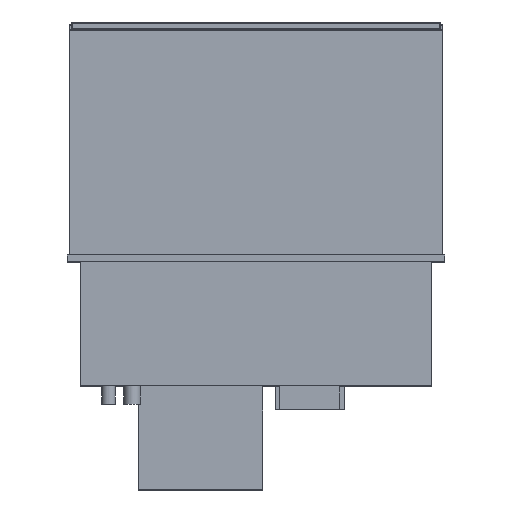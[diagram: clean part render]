
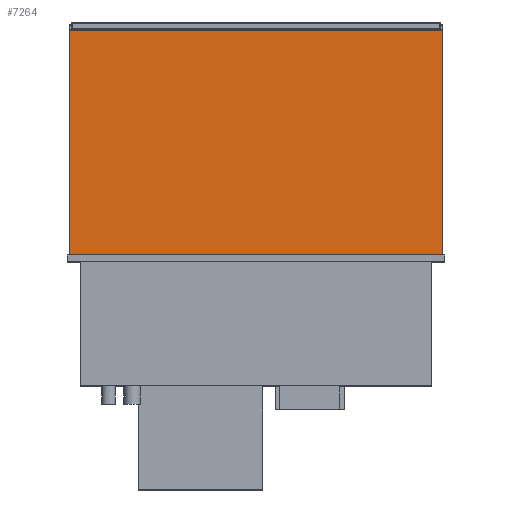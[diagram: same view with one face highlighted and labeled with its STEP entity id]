
A CAD part, top view. The second image highlights one B-rep face of the part: STEP entity #7264.
In plain terms, the highlighted planar face has unit normal (0, 0, 1).
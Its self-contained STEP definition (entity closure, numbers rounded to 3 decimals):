
#542=FACE_OUTER_BOUND('',#976,.T.);
#976=EDGE_LOOP('',(#6187,#6188,#6189,#6190));
#1804=LINE('',#11459,#2730);
#1822=LINE('',#11494,#2748);
#1823=LINE('',#11497,#2749);
#1824=LINE('',#11498,#2750);
#2730=VECTOR('',#9413,10.);
#2748=VECTOR('',#9445,10.);
#2749=VECTOR('',#9448,10.);
#2750=VECTOR('',#9449,10.);
#3445=VERTEX_POINT('',#11452);
#3448=VERTEX_POINT('',#11457);
#3458=VERTEX_POINT('',#11492);
#3459=VERTEX_POINT('',#11496);
#4372=EDGE_CURVE('',#3448,#3445,#1804,.T.);
#4390=EDGE_CURVE('',#3458,#3445,#1822,.T.);
#4391=EDGE_CURVE('',#3459,#3458,#1823,.T.);
#4392=EDGE_CURVE('',#3459,#3448,#1824,.T.);
#6187=ORIENTED_EDGE('',*,*,#4391,.T.);
#6188=ORIENTED_EDGE('',*,*,#4390,.T.);
#6189=ORIENTED_EDGE('',*,*,#4372,.F.);
#6190=ORIENTED_EDGE('',*,*,#4392,.F.);
#6849=PLANE('',#7801);
#7264=ADVANCED_FACE('',(#542),#6849,.T.);
#7801=AXIS2_PLACEMENT_3D('',#11495,#9446,#9447);
#9413=DIRECTION('',(1.,0.,0.));
#9445=DIRECTION('',(0.,1.,0.));
#9446=DIRECTION('center_axis',(0.,0.,1.));
#9447=DIRECTION('ref_axis',(1.,0.,0.));
#9448=DIRECTION('',(1.,0.,0.));
#9449=DIRECTION('',(0.,1.,0.));
#11452=CARTESIAN_POINT('',(557.5,690.,347.5));
#11457=CARTESIAN_POINT('',(-557.5,690.,347.5));
#11459=CARTESIAN_POINT('',(-557.5,690.,347.5));
#11492=CARTESIAN_POINT('',(557.5,20.,347.5));
#11494=CARTESIAN_POINT('',(557.5,20.,347.5));
#11495=CARTESIAN_POINT('Origin',(-557.5,20.,347.5));
#11496=CARTESIAN_POINT('',(-557.5,20.,347.5));
#11497=CARTESIAN_POINT('',(-557.5,20.,347.5));
#11498=CARTESIAN_POINT('',(-557.5,20.,347.5));
